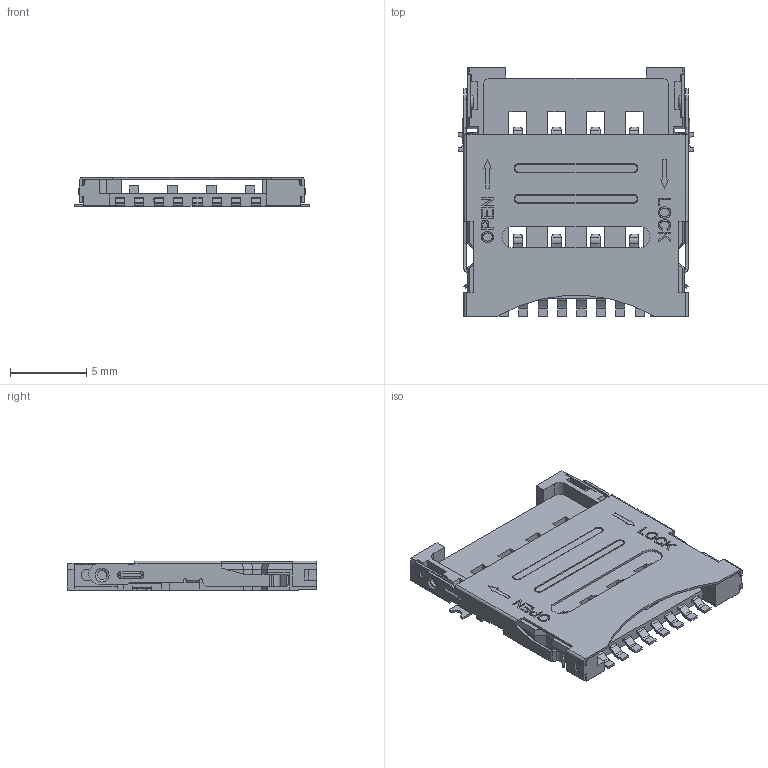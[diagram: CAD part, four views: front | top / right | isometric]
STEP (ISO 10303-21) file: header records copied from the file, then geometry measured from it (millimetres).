
FILE_DESCRIPTION( ( 'Unknown' ), '1' );
FILE_NAME( '693022010811.stp', 'Unknown', ( 'Quentin LAIDEBEUR' ), ( 'WE' ), 'PSStep 15.0.49', 'Sample-box', ' ' );
FILE_SCHEMA( ( 'AUTOMOTIVE_DESIGN { 1 0 10303 214 1 1 1 1 }' ) );
Length unit declared in the file: millimetre
Products named in the file (6): Assem1; 693022010811; 693022010811_PIN_COURTE; 693022010811_PIN_LONGUE; 693022010811_SHIELDING
Assembly tree (11 placements, depth 2):
  Assem1
    693022010811
    693022010811
    693022010811_PIN_COURTE  x4
    693022010811_PIN_LONGUE  x4
    693022010811_SHIELDING
Bounding box: 15.4 x 16.3 x 1.95 mm (x, y, z)
Volume: 189 mm3; surface area: 1384 mm2
Topology: 11 solids, 11 shells, 905 faces, 2553 edges, 1690 vertices
Faces by surface type: plane 676, cylinder 193, torus 20, extrusion 8, bspline 8
Full cylindrical faces by diameter (mm): 0.5 x2, 0.55 x4, 0.6 x2, 0.8 x4, 0.9 x2, 1 x8
Entity records: 29607 total; most frequent: CARTESIAN_POINT 4901, ORIENTED_EDGE 4014, DIRECTION 3655, EDGE_CURVE 2007, VECTOR 1595, LINE 1587, VERTEX_POINT 1342, AXIS2_PLACEMENT_3D 1030
